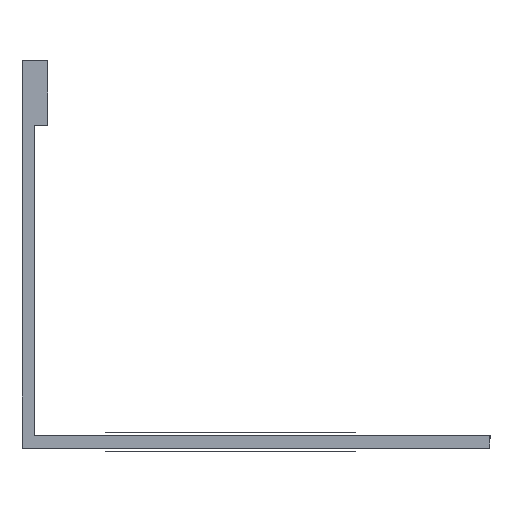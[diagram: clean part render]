
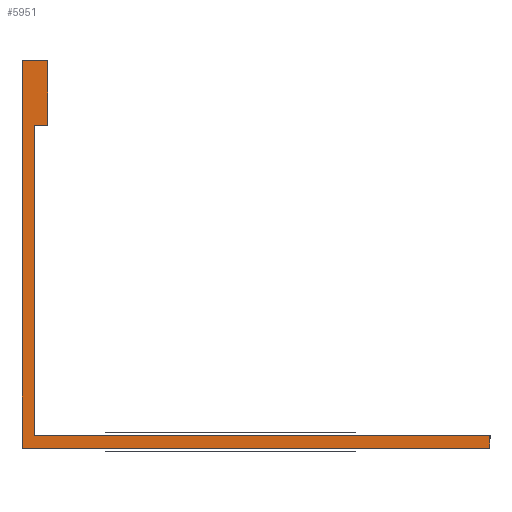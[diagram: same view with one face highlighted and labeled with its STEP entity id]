
A CAD part, left-side view. The second image highlights one B-rep face of the part: STEP entity #5951.
In plain terms, the highlighted planar face has unit normal (-1, 0, 0).
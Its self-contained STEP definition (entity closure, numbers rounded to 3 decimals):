
#1015=FACE_OUTER_BOUND('',#1175,.T.);
#1175=EDGE_LOOP('',(#4694,#4695,#4696,#4697,#4698,#4699,#4700,#4701));
#1326=LINE('',#8414,#1890);
#1330=LINE('',#8422,#1894);
#1333=LINE('',#8428,#1897);
#1336=LINE('',#8434,#1900);
#1339=LINE('',#8440,#1903);
#1342=LINE('',#8446,#1906);
#1345=LINE('',#8452,#1909);
#1348=LINE('',#8457,#1912);
#1890=VECTOR('',#6688,1.);
#1894=VECTOR('',#6694,1.);
#1897=VECTOR('',#6699,1.);
#1900=VECTOR('',#6704,1.);
#1903=VECTOR('',#6709,1.);
#1906=VECTOR('',#6714,1.);
#1909=VECTOR('',#6719,1.);
#1912=VECTOR('',#6724,1.);
#2454=VERTEX_POINT('',#8412);
#2455=VERTEX_POINT('',#8413);
#2458=VERTEX_POINT('',#8421);
#2460=VERTEX_POINT('',#8427);
#2462=VERTEX_POINT('',#8433);
#2464=VERTEX_POINT('',#8439);
#2466=VERTEX_POINT('',#8445);
#2468=VERTEX_POINT('',#8451);
#3550=EDGE_CURVE('',#2454,#2455,#1326,.T.);
#3554=EDGE_CURVE('',#2458,#2454,#1330,.T.);
#3557=EDGE_CURVE('',#2460,#2458,#1333,.T.);
#3560=EDGE_CURVE('',#2462,#2460,#1336,.T.);
#3563=EDGE_CURVE('',#2464,#2462,#1339,.T.);
#3566=EDGE_CURVE('',#2466,#2464,#1342,.T.);
#3569=EDGE_CURVE('',#2468,#2466,#1345,.T.);
#3572=EDGE_CURVE('',#2455,#2468,#1348,.T.);
#4694=ORIENTED_EDGE('',*,*,#3572,.F.);
#4695=ORIENTED_EDGE('',*,*,#3550,.F.);
#4696=ORIENTED_EDGE('',*,*,#3554,.F.);
#4697=ORIENTED_EDGE('',*,*,#3557,.F.);
#4698=ORIENTED_EDGE('',*,*,#3560,.F.);
#4699=ORIENTED_EDGE('',*,*,#3563,.F.);
#4700=ORIENTED_EDGE('',*,*,#3566,.F.);
#4701=ORIENTED_EDGE('',*,*,#3569,.F.);
#5791=PLANE('',#6113);
#5951=ADVANCED_FACE('',(#1015),#5791,.F.);
#6113=AXIS2_PLACEMENT_3D('',#8460,#6728,#6729);
#6688=DIRECTION('',(0.,0.,-1.));
#6694=DIRECTION('',(0.,-1.,0.));
#6699=DIRECTION('',(0.,0.,-1.));
#6704=DIRECTION('',(0.,1.,0.));
#6709=DIRECTION('',(0.,0.,-1.));
#6714=DIRECTION('',(0.,-1.,0.));
#6719=DIRECTION('',(0.,0.,1.));
#6724=DIRECTION('',(0.,1.,0.));
#6728=DIRECTION('center_axis',(1.,0.,0.));
#6729=DIRECTION('ref_axis',(0.,0.,-1.));
#8412=CARTESIAN_POINT('',(6.624,9.223,0.));
#8413=CARTESIAN_POINT('',(6.624,9.223,-0.75));
#8414=CARTESIAN_POINT('',(6.624,9.223,0.));
#8421=CARTESIAN_POINT('',(6.624,37.473,0.));
#8422=CARTESIAN_POINT('',(6.624,37.473,0.));
#8427=CARTESIAN_POINT('',(6.624,37.473,19.25));
#8428=CARTESIAN_POINT('',(6.624,37.473,19.25));
#8433=CARTESIAN_POINT('',(6.624,36.623,19.25));
#8434=CARTESIAN_POINT('',(6.624,36.623,19.25));
#8439=CARTESIAN_POINT('',(6.624,36.623,23.25));
#8440=CARTESIAN_POINT('',(6.624,36.623,23.25));
#8445=CARTESIAN_POINT('',(6.624,38.223,23.25));
#8446=CARTESIAN_POINT('',(6.624,38.223,23.25));
#8451=CARTESIAN_POINT('',(6.624,38.223,-0.75));
#8452=CARTESIAN_POINT('',(6.624,38.223,-0.75));
#8457=CARTESIAN_POINT('',(6.624,9.223,-0.75));
#8460=CARTESIAN_POINT('Origin',(6.624,30.,5.309));
